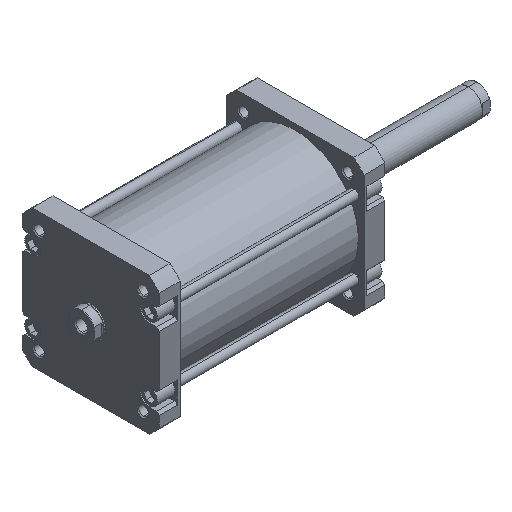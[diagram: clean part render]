
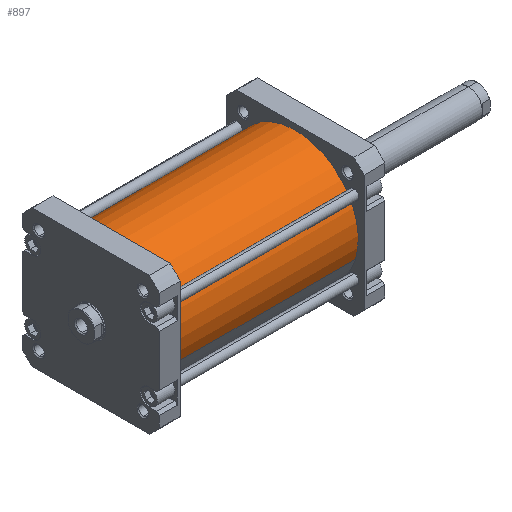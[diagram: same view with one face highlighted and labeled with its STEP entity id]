
A CAD part, isometric view. The second image highlights one B-rep face of the part: STEP entity #897.
In plain terms, the highlighted cylindrical face has radius 66.5 mm (diameter 133 mm), a partial arc.
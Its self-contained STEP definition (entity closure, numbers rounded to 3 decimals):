
#54 = CARTESIAN_POINT ( 'NONE',  ( -66.5, 0., 0. ) ) ;
#57 = CARTESIAN_POINT ( 'NONE',  ( 66.5, 0., 194. ) ) ;
#103 = CARTESIAN_POINT ( 'NONE',  ( 66.5, 0., 0. ) ) ;
#116 = CARTESIAN_POINT ( 'NONE',  ( -66.5, 0., 194. ) ) ;
#206 = VERTEX_POINT ( 'NONE', #116 ) ;
#219 = VERTEX_POINT ( 'NONE', #103 ) ;
#265 = VERTEX_POINT ( 'NONE', #57 ) ;
#268 = VERTEX_POINT ( 'NONE', #54 ) ;
#456 = DIRECTION ( 'NONE',  ( 1., 0., 0. ) ) ;
#458 = DIRECTION ( 'NONE',  ( 0., 0., 1. ) ) ;
#465 = DIRECTION ( 'NONE',  ( 0., 0., -1. ) ) ;
#466 = CARTESIAN_POINT ( 'NONE',  ( -66.5, 0., 194. ) ) ;
#467 = CARTESIAN_POINT ( 'NONE',  ( 0., 0., 0. ) ) ;
#538 = DIRECTION ( 'NONE',  ( 1., 0., 0. ) ) ;
#558 = CARTESIAN_POINT ( 'NONE',  ( 0., 0., 194. ) ) ;
#577 = DIRECTION ( 'NONE',  ( 0., 0., -1. ) ) ;
#580 = CARTESIAN_POINT ( 'NONE',  ( 66.5, 0., 194. ) ) ;
#642 = DIRECTION ( 'NONE',  ( 0., 0., 1. ) ) ;
#702 = AXIS2_PLACEMENT_3D ( 'NONE', #558, #642, #538 ) ;
#708 = AXIS2_PLACEMENT_3D ( 'NONE', #467, #458, #456 ) ;
#897 = ADVANCED_FACE ( 'NONE', ( #5475 ), #5478, .T. ) ;
#2142 = CARTESIAN_POINT ( 'NONE',  ( 0., 0., 194. ) ) ;
#2143 = DIRECTION ( 'NONE',  ( 0., 0., -1. ) ) ;
#2144 = DIRECTION ( 'NONE',  ( -1., 0., 0. ) ) ;
#2936 = LINE ( 'NONE', #580, #2939 ) ;
#2939 = VECTOR ( 'NONE', #577, 1000. ) ;
#2953 = LINE ( 'NONE', #466, #2954 ) ;
#2954 = VECTOR ( 'NONE', #465, 1000. ) ;
#2955 = CIRCLE ( 'NONE', #702, 66.5 ) ;
#2960 = CIRCLE ( 'NONE', #708, 66.5 ) ;
#3074 = EDGE_LOOP ( 'NONE', ( #4769, #3267, #3272, #4828 ) ) ;
#3267 = ORIENTED_EDGE ( 'NONE', *, *, #4085, .F. ) ;
#3272 = ORIENTED_EDGE ( 'NONE', *, *, #4087, .T. ) ;
#4073 = EDGE_CURVE ( 'NONE', #265, #219, #2936, .T. ) ;
#4085 = EDGE_CURVE ( 'NONE', #206, #265, #2955, .T. ) ;
#4087 = EDGE_CURVE ( 'NONE', #206, #268, #2953, .T. ) ;
#4089 = EDGE_CURVE ( 'NONE', #268, #219, #2960, .T. ) ;
#4282 = AXIS2_PLACEMENT_3D ( 'NONE', #2142, #2143, #2144 ) ;
#4769 = ORIENTED_EDGE ( 'NONE', *, *, #4073, .F. ) ;
#4828 = ORIENTED_EDGE ( 'NONE', *, *, #4089, .T. ) ;
#5475 = FACE_OUTER_BOUND ( 'NONE', #3074, .T. ) ;
#5478 = CYLINDRICAL_SURFACE ( 'NONE', #4282, 66.5 ) ;
